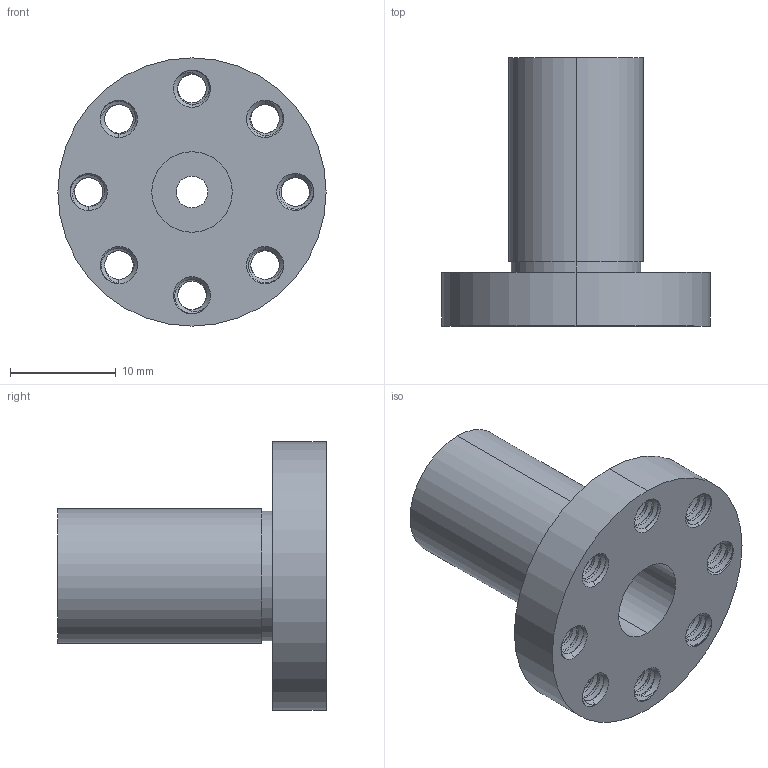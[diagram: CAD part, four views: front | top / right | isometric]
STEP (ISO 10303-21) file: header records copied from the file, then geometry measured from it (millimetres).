
FILE_DESCRIPTION (( 'STEP AP203' ), '1' );
FILE_NAME ('525123.STEP', '2017-06-28T15:24:52', ( '' ), ( '' ), 'SwSTEP 2.0', 'SolidWorks 2016', '' );
FILE_SCHEMA (( 'CONFIG_CONTROL_DESIGN' ));
Length unit declared in the file: inch
Products named in the file (1): 525123
Bounding box: 25.39 x 25.4 x 25.39 mm (x, y, z)
Volume: 3780.1 mm3; surface area: 3331.3 mm2
Topology: 1 solids, 1 shells, 397 faces, 1130 edges, 740 vertices
Faces by surface type: cylinder 272, plane 57, cone 52, bspline 16
Entity records: 22667 total; most frequent: CARTESIAN_POINT 13464, ORIENTED_EDGE 2260, DIRECTION 1622, EDGE_CURVE 1130, VERTEX_POINT 740, AXIS2_PLACEMENT_3D 590, LINE 442, VECTOR 442
